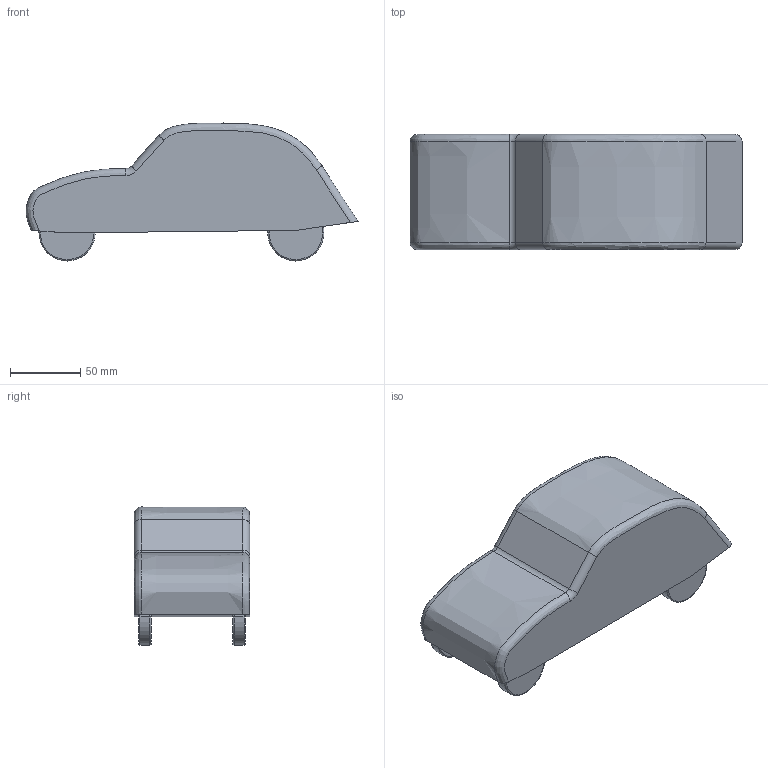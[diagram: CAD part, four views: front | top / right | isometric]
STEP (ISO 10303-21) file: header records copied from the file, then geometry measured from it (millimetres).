
FILE_DESCRIPTION(('CATIA V5 STEP Exchange'),'2;1');
FILE_NAME('Auto.stp','2021-02-20T19:48:04+00:00',('none'),('none'),'CATIA Version 5 Release 19 SP 9 (IN-10)','CATIA V5 STEP AP203','none');
FILE_SCHEMA(('CONFIG_CONTROL_DESIGN'));
Length unit declared in the file: millimetre
Products named in the file (1): Auto
Bounding box: 236.15 x 82 x 98.17 mm (x, y, z)
Volume: 1082850.5 mm3; surface area: 75097.3 mm2
Topology: 1 solids, 1 shells, 64 faces, 162 edges, 100 vertices
Faces by surface type: torus 26, cylinder 17, plane 15, bspline 4, extrusion 2
Entity records: 4365 total; most frequent: CARTESIAN_POINT 2958, ORIENTED_EDGE 324, DIRECTION 205, EDGE_CURVE 162, AXIS2_PLACEMENT_3D 110, VERTEX_POINT 100, CIRCLE 73, ADVANCED_FACE 64
